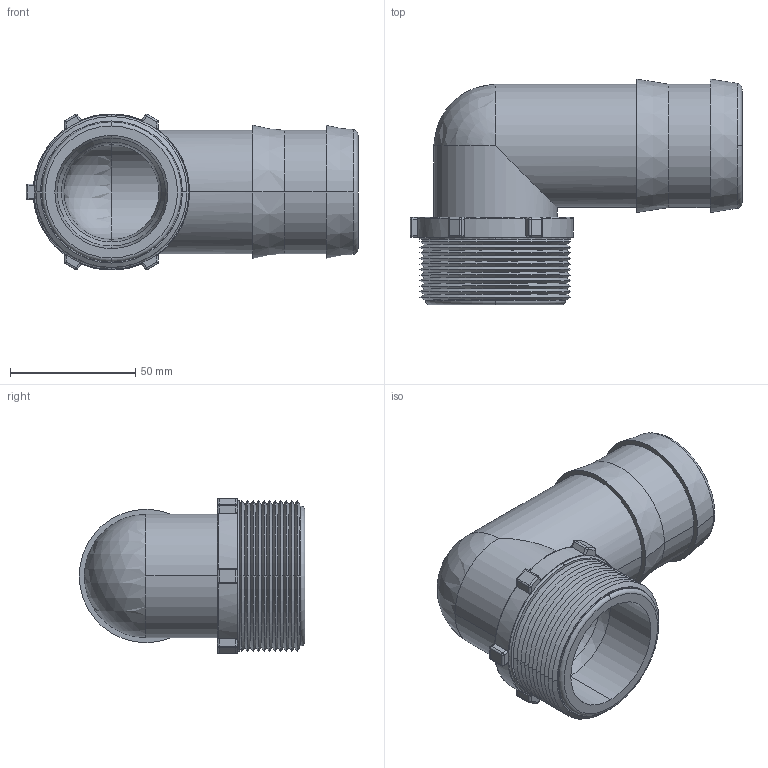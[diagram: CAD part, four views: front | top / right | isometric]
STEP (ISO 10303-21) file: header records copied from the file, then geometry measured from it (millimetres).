
FILE_DESCRIPTION((''),'2;1');
FILE_NAME('HB200-90.stp','2014-01-13T07:47:43',(''),(''),'Mechanical Desktop 2009','Mechanical Desktop 2009',', , ');
FILE_SCHEMA(('CONFIG_CONTROL_DESIGN'));
Length unit declared in the file: inch
Products named in the file (2): HB200-90; PART1
Assembly tree (1 placements, depth 2):
  HB200-90
    PART1
Bounding box: 132.72 x 90.17 x 62.3 mm (x, y, z)
Volume: 142949.7 mm3; surface area: 53751.8 mm2
Topology: 1 solids, 1 shells, 169 faces, 394 edges, 217 vertices
Faces by surface type: cylinder 59, cone 50, plane 23, sphere 22, torus 11, bspline 4
Entity records: 5251 total; most frequent: CARTESIAN_POINT 1364, DIRECTION 868, ORIENTED_EDGE 748, EDGE_CURVE 374, AXIS2_PLACEMENT_3D 357, VERTEX_POINT 213, CIRCLE 187, EDGE_LOOP 177
